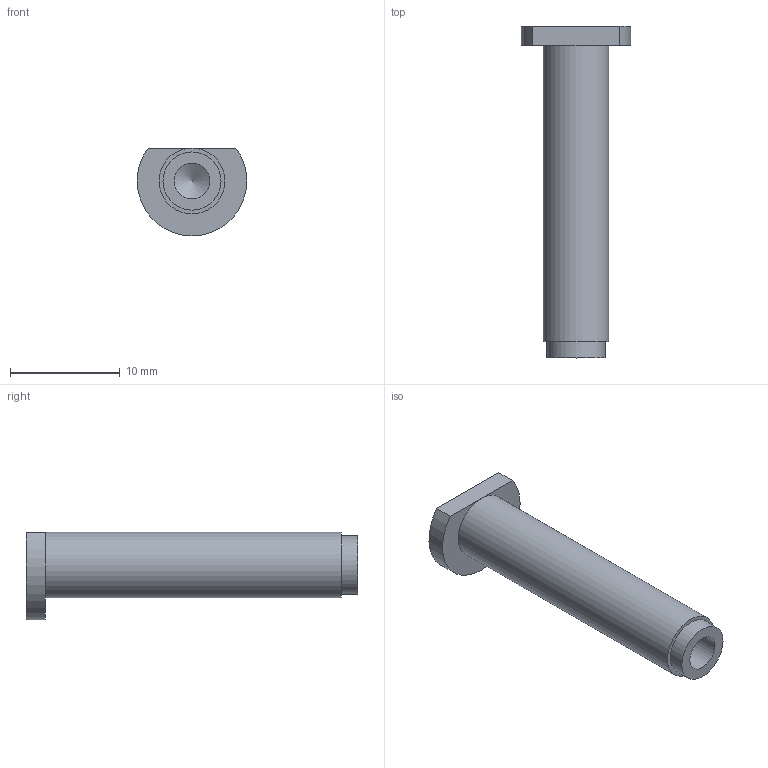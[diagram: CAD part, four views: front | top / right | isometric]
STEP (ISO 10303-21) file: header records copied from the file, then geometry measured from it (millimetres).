
FILE_DESCRIPTION(/* description */ (''),/* implementation_level */ '2;1');
FILE_NAME(/* name */ 'shim_peg_V3.stp',/* time_stamp */ '2024-10-29T21:37:01-03:00',/* author */ ('Carla Fernandez'),/* organization */ (''),/* preprocessor_version */ 'ST-DEVELOPER v20',/* originating_system */ 'Autodesk Inventor 2024',/* authorisation */ '');
FILE_SCHEMA (('AUTOMOTIVE_DESIGN { 1 0 10303 214 3 1 1 }'));
Length unit declared in the file: millimetre
Products named in the file (1): shim_peg_V3
Bounding box: 9.99 x 30.25 x 8 mm (x, y, z)
Volume: 814.3 mm3; surface area: 842.9 mm2
Topology: 1 solids, 1 shells, 10 faces, 19 edges, 12 vertices
Faces by surface type: plane 5, cylinder 4, cone 1
Full cylindrical faces by diameter (mm): 3.242 x1, 5.3 x1, 6 x1
Entity records: 294 total; most frequent: DIRECTION 49, CARTESIAN_POINT 41, ORIENTED_EDGE 36, AXIS2_PLACEMENT_3D 20, EDGE_CURVE 18, EDGE_LOOP 12, VERTEX_POINT 12, FACE_OUTER_BOUND 10
